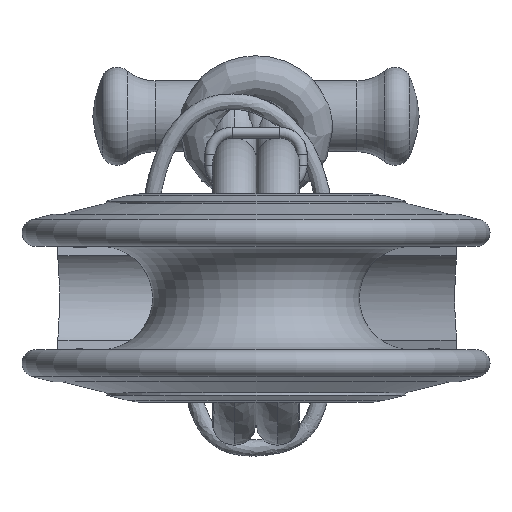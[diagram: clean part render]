
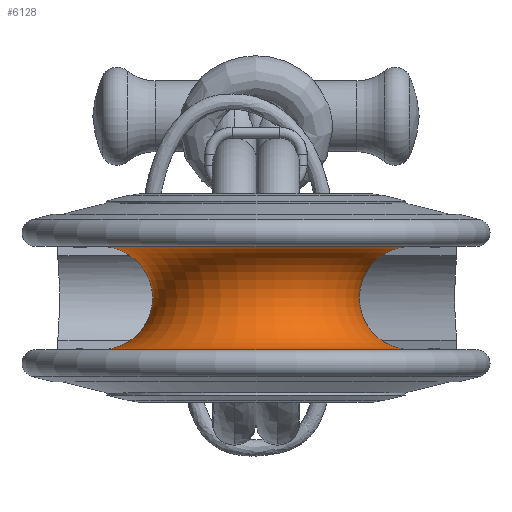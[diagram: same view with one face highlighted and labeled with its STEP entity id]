
A CAD part, front view. The second image highlights one B-rep face of the part: STEP entity #6128.
In plain terms, the highlighted toroidal (fillet/blend) face has major radius 14.25 mm and minor radius 4.75 mm.
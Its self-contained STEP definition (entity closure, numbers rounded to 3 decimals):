
#1144=FACE_OUTER_BOUND('',#1520,.T.);
#1520=EDGE_LOOP('',(#5587,#5588,#5589,#5590));
#2055=CIRCLE('',#6999,14.25);
#2063=CIRCLE('',#7012,4.75);
#2064=CIRCLE('',#7013,14.25);
#2606=VERTEX_POINT('',#16432);
#2611=VERTEX_POINT('',#16451);
#3598=EDGE_CURVE('',#2606,#2606,#2055,.T.);
#3607=EDGE_CURVE('',#2606,#2611,#2063,.T.);
#3608=EDGE_CURVE('',#2611,#2611,#2064,.T.);
#5587=ORIENTED_EDGE('',*,*,#3598,.T.);
#5588=ORIENTED_EDGE('',*,*,#3607,.T.);
#5589=ORIENTED_EDGE('',*,*,#3608,.F.);
#5590=ORIENTED_EDGE('',*,*,#3607,.F.);
#5779=TOROIDAL_SURFACE('',#7011,14.25,4.75);
#6128=ADVANCED_FACE('',(#1144),#5779,.F.);
#6999=AXIS2_PLACEMENT_3D('',#16433,#8840,#8841);
#7011=AXIS2_PLACEMENT_3D('',#16450,#8865,#8866);
#7012=AXIS2_PLACEMENT_3D('',#16452,#8867,#8868);
#7013=AXIS2_PLACEMENT_3D('',#16453,#8869,#8870);
#8840=DIRECTION('center_axis',(0.,0.,-1.));
#8841=DIRECTION('ref_axis',(1.,0.,0.));
#8865=DIRECTION('center_axis',(0.,0.,-1.));
#8866=DIRECTION('ref_axis',(-1.,0.,0.));
#8867=DIRECTION('center_axis',(0.,-1.,0.));
#8868=DIRECTION('ref_axis',(1.,0.,0.));
#8869=DIRECTION('center_axis',(0.,0.,-1.));
#8870=DIRECTION('ref_axis',(1.,0.,0.));
#16432=CARTESIAN_POINT('',(14.25,0.,4.75));
#16433=CARTESIAN_POINT('Origin',(0.,0.,4.75));
#16450=CARTESIAN_POINT('Origin',(0.,0.,0.));
#16451=CARTESIAN_POINT('',(14.25,0.,-4.75));
#16452=CARTESIAN_POINT('Origin',(14.25,0.,0.));
#16453=CARTESIAN_POINT('Origin',(0.,0.,-4.75));
